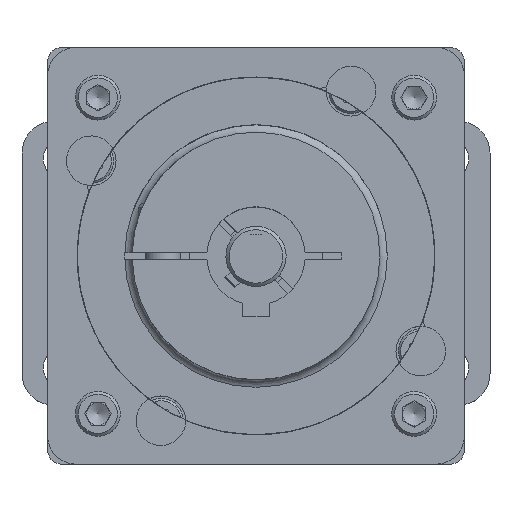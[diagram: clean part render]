
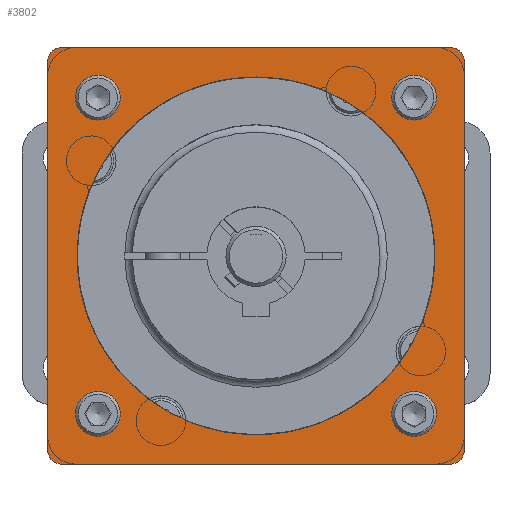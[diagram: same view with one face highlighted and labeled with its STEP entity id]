
A CAD part, top view. The second image highlights one B-rep face of the part: STEP entity #3802.
In plain terms, the highlighted planar face has unit normal (0, 0, 1).
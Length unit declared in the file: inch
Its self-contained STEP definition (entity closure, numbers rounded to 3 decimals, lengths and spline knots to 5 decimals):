
#23 = VERTEX_POINT ( 'NONE', #3350 ) ;
#113 = DIRECTION ( 'NONE',  ( 0., -1., 0. ) ) ;
#588 = CARTESIAN_POINT ( 'NONE',  ( -1.70915, -1.83415, 6.3338 ) ) ;
#846 = CIRCLE ( 'NONE', #24164, 0.1256 ) ;
#1328 = ORIENTED_EDGE ( 'NONE', *, *, #4509, .F. ) ;
#1383 = VERTEX_POINT ( 'NONE', #23908 ) ;
#1623 = ORIENTED_EDGE ( 'NONE', *, *, #7142, .T. ) ;
#1692 = VERTEX_POINT ( 'NONE', #17447 ) ;
#2143 = ORIENTED_EDGE ( 'NONE', *, *, #22078, .T. ) ;
#2388 = CIRCLE ( 'NONE', #11731, 0.125 ) ;
#3350 = CARTESIAN_POINT ( 'NONE',  ( -1.26634, 1.39194, 6.3338 ) ) ;
#3536 = CARTESIAN_POINT ( 'NONE',  ( -1.83415, -1.70915, 6.3338 ) ) ;
#3736 = CARTESIAN_POINT ( 'NONE',  ( -1.70915, 1.70915, 6.3338 ) ) ;
#3750 = ORIENTED_EDGE ( 'NONE', *, *, #26838, .T. ) ;
#3802 = ADVANCED_FACE ( 'NONE', ( #11233, #11013, #7478, #33727, #20175, #10602 ), #4335, .T. ) ;
#3955 = LINE ( 'NONE', #13759, #16700 ) ;
#4157 = ORIENTED_EDGE ( 'NONE', *, *, #13904, .T. ) ;
#4335 = PLANE ( 'NONE',  #15721 ) ;
#4509 = EDGE_CURVE ( 'NONE', #18307, #18307, #31108, .T. ) ;
#4831 = VERTEX_POINT ( 'NONE', #32754 ) ;
#4954 = EDGE_LOOP ( 'NONE', ( #26707 ) ) ;
#5151 = EDGE_LOOP ( 'NONE', ( #35849 ) ) ;
#5181 = CARTESIAN_POINT ( 'NONE',  ( 1.70915, 1.70915, 6.3338 ) ) ;
#5500 = VERTEX_POINT ( 'NONE', #8219 ) ;
#5669 = CIRCLE ( 'NONE', #35623, 0.1256 ) ;
#6891 = CARTESIAN_POINT ( 'NONE',  ( -1.83415, 1.70915, 6.3338 ) ) ;
#7142 = EDGE_CURVE ( 'NONE', #1692, #22878, #16557, .T. ) ;
#7478 = FACE_BOUND ( 'NONE', #22820, .T. ) ;
#8219 = CARTESIAN_POINT ( 'NONE',  ( -1.26634, -1.39194, 6.3338 ) ) ;
#8780 = DIRECTION ( 'NONE',  ( -1., 0., 0. ) ) ;
#9585 = CARTESIAN_POINT ( 'NONE',  ( 1.83415, -1.70915, 6.3338 ) ) ;
#9909 = VERTEX_POINT ( 'NONE', #3536 ) ;
#9964 = EDGE_CURVE ( 'NONE', #14176, #29413, #38949, .T. ) ;
#10186 = EDGE_CURVE ( 'NONE', #1383, #1383, #5669, .T. ) ;
#10219 = VECTOR ( 'NONE', #113, 39.37008 ) ;
#10602 = FACE_OUTER_BOUND ( 'NONE', #34016, .T. ) ;
#10761 = DIRECTION ( 'NONE',  ( 1., 0., 0. ) ) ;
#11013 = FACE_BOUND ( 'NONE', #17430, .T. ) ;
#11233 = FACE_BOUND ( 'NONE', #4954, .T. ) ;
#11731 = AXIS2_PLACEMENT_3D ( 'NONE', #39499, #13486, #10761 ) ;
#12029 = DIRECTION ( 'NONE',  ( 0., 0., 1. ) ) ;
#12379 = ORIENTED_EDGE ( 'NONE', *, *, #23952, .T. ) ;
#12682 = CARTESIAN_POINT ( 'NONE',  ( 1.83415, -1.70915, 6.3338 ) ) ;
#13120 = DIRECTION ( 'NONE',  ( 1., 0., 0. ) ) ;
#13194 = ORIENTED_EDGE ( 'NONE', *, *, #32843, .T. ) ;
#13232 = AXIS2_PLACEMENT_3D ( 'NONE', #27203, #33243, #27809 ) ;
#13299 = CIRCLE ( 'NONE', #23954, 0.1256 ) ;
#13432 = DIRECTION ( 'NONE',  ( 0., 0., 1. ) ) ;
#13486 = DIRECTION ( 'NONE',  ( 0., 0., 1. ) ) ;
#13759 = CARTESIAN_POINT ( 'NONE',  ( -1.70915, -1.83415, 6.3338 ) ) ;
#13904 = EDGE_CURVE ( 'NONE', #9909, #33285, #2388, .T. ) ;
#14048 = AXIS2_PLACEMENT_3D ( 'NONE', #30653, #37109, #33995 ) ;
#14176 = VERTEX_POINT ( 'NONE', #36131 ) ;
#14749 = CIRCLE ( 'NONE', #14048, 0.1256 ) ;
#14755 = CARTESIAN_POINT ( 'NONE',  ( -1.39194, 1.39194, 6.3338 ) ) ;
#15074 = DIRECTION ( 'NONE',  ( 1., 0., 0. ) ) ;
#15593 = CARTESIAN_POINT ( 'NONE',  ( 1.5748, 0., 6.3338 ) ) ;
#15635 = CARTESIAN_POINT ( 'NONE',  ( 1.70915, 1.83415, 6.3338 ) ) ;
#15721 = AXIS2_PLACEMENT_3D ( 'NONE', #36653, #30383, #17276 ) ;
#15832 = CARTESIAN_POINT ( 'NONE',  ( 1.39194, -1.39194, 6.3338 ) ) ;
#15943 = LINE ( 'NONE', #30799, #10219 ) ;
#16557 = CIRCLE ( 'NONE', #13232, 0.125 ) ;
#16700 = VECTOR ( 'NONE', #38339, 39.37008 ) ;
#17032 = EDGE_CURVE ( 'NONE', #5500, #5500, #14749, .T. ) ;
#17276 = DIRECTION ( 'NONE',  ( 1., 0., 0. ) ) ;
#17430 = EDGE_LOOP ( 'NONE', ( #27787 ) ) ;
#17447 = CARTESIAN_POINT ( 'NONE',  ( 1.70915, -1.83415, 6.3338 ) ) ;
#18143 = AXIS2_PLACEMENT_3D ( 'NONE', #5181, #32932, #21437 ) ;
#18224 = ORIENTED_EDGE ( 'NONE', *, *, #17032, .F. ) ;
#18276 = CARTESIAN_POINT ( 'NONE',  ( 1.83415, 1.70915, 6.3338 ) ) ;
#18307 = VERTEX_POINT ( 'NONE', #15593 ) ;
#18380 = ORIENTED_EDGE ( 'NONE', *, *, #9964, .T. ) ;
#18973 = AXIS2_PLACEMENT_3D ( 'NONE', #3736, #20182, #35614 ) ;
#20175 = FACE_BOUND ( 'NONE', #21647, .T. ) ;
#20182 = DIRECTION ( 'NONE',  ( 0., 0., 1. ) ) ;
#21437 = DIRECTION ( 'NONE',  ( 1., 0., 0. ) ) ;
#21647 = EDGE_LOOP ( 'NONE', ( #1328 ) ) ;
#21692 = LINE ( 'NONE', #15635, #27548 ) ;
#22078 = EDGE_CURVE ( 'NONE', #34368, #33934, #26136, .T. ) ;
#22131 = CARTESIAN_POINT ( 'NONE',  ( 1.70915, 1.83415, 6.3338 ) ) ;
#22599 = DIRECTION ( 'NONE',  ( 1., 0., 0. ) ) ;
#22820 = EDGE_LOOP ( 'NONE', ( #18224 ) ) ;
#22878 = VERTEX_POINT ( 'NONE', #9585 ) ;
#22950 = EDGE_CURVE ( 'NONE', #4831, #4831, #846, .T. ) ;
#23211 = EDGE_CURVE ( 'NONE', #29413, #9909, #15943, .T. ) ;
#23908 = CARTESIAN_POINT ( 'NONE',  ( 1.51754, 1.39194, 6.3338 ) ) ;
#23952 = EDGE_CURVE ( 'NONE', #33934, #14176, #21692, .T. ) ;
#23954 = AXIS2_PLACEMENT_3D ( 'NONE', #14755, #12029, #27436 ) ;
#24164 = AXIS2_PLACEMENT_3D ( 'NONE', #15832, #28921, #13120 ) ;
#26131 = CARTESIAN_POINT ( 'NONE',  ( 1.39194, 1.39194, 6.3338 ) ) ;
#26136 = CIRCLE ( 'NONE', #18143, 0.125 ) ;
#26172 = EDGE_CURVE ( 'NONE', #23, #23, #13299, .T. ) ;
#26707 = ORIENTED_EDGE ( 'NONE', *, *, #10186, .F. ) ;
#26838 = EDGE_CURVE ( 'NONE', #22878, #34368, #41215, .T. ) ;
#27203 = CARTESIAN_POINT ( 'NONE',  ( 1.70915, -1.70915, 6.3338 ) ) ;
#27436 = DIRECTION ( 'NONE',  ( 1., 0., 0. ) ) ;
#27548 = VECTOR ( 'NONE', #8780, 39.37008 ) ;
#27553 = DIRECTION ( 'NONE',  ( 0., 0., 1. ) ) ;
#27787 = ORIENTED_EDGE ( 'NONE', *, *, #22950, .F. ) ;
#27809 = DIRECTION ( 'NONE',  ( 1., 0., 0. ) ) ;
#28921 = DIRECTION ( 'NONE',  ( 0., 0., 1. ) ) ;
#29413 = VERTEX_POINT ( 'NONE', #6891 ) ;
#30383 = DIRECTION ( 'NONE',  ( 0., 0., 1. ) ) ;
#30653 = CARTESIAN_POINT ( 'NONE',  ( -1.39194, -1.39194, 6.3338 ) ) ;
#30799 = CARTESIAN_POINT ( 'NONE',  ( -1.83415, 1.70915, 6.3338 ) ) ;
#31108 = CIRCLE ( 'NONE', #37097, 1.5748 ) ;
#31308 = CARTESIAN_POINT ( 'NONE',  ( 0., 0., 6.3338 ) ) ;
#31827 = DIRECTION ( 'NONE',  ( 0., 1., 0. ) ) ;
#32754 = CARTESIAN_POINT ( 'NONE',  ( 1.51754, -1.39194, 6.3338 ) ) ;
#32843 = EDGE_CURVE ( 'NONE', #33285, #1692, #3955, .T. ) ;
#32932 = DIRECTION ( 'NONE',  ( 0., 0., 1. ) ) ;
#33213 = VECTOR ( 'NONE', #31827, 39.37008 ) ;
#33243 = DIRECTION ( 'NONE',  ( 0., 0., 1. ) ) ;
#33285 = VERTEX_POINT ( 'NONE', #588 ) ;
#33727 = FACE_BOUND ( 'NONE', #5151, .T. ) ;
#33934 = VERTEX_POINT ( 'NONE', #22131 ) ;
#33995 = DIRECTION ( 'NONE',  ( 1., 0., 0. ) ) ;
#34016 = EDGE_LOOP ( 'NONE', ( #4157, #13194, #1623, #3750, #2143, #12379, #18380, #35358 ) ) ;
#34368 = VERTEX_POINT ( 'NONE', #18276 ) ;
#35358 = ORIENTED_EDGE ( 'NONE', *, *, #23211, .T. ) ;
#35614 = DIRECTION ( 'NONE',  ( 1., 0., 0. ) ) ;
#35623 = AXIS2_PLACEMENT_3D ( 'NONE', #26131, #13432, #22599 ) ;
#35849 = ORIENTED_EDGE ( 'NONE', *, *, #26172, .F. ) ;
#36131 = CARTESIAN_POINT ( 'NONE',  ( -1.70915, 1.83415, 6.3338 ) ) ;
#36653 = CARTESIAN_POINT ( 'NONE',  ( -1.70915, -1.70915, 6.3338 ) ) ;
#37097 = AXIS2_PLACEMENT_3D ( 'NONE', #31308, #27553, #15074 ) ;
#37109 = DIRECTION ( 'NONE',  ( 0., 0., 1. ) ) ;
#38339 = DIRECTION ( 'NONE',  ( 1., 0., 0. ) ) ;
#38949 = CIRCLE ( 'NONE', #18973, 0.125 ) ;
#39499 = CARTESIAN_POINT ( 'NONE',  ( -1.70915, -1.70915, 6.3338 ) ) ;
#41215 = LINE ( 'NONE', #12682, #33213 ) ;
